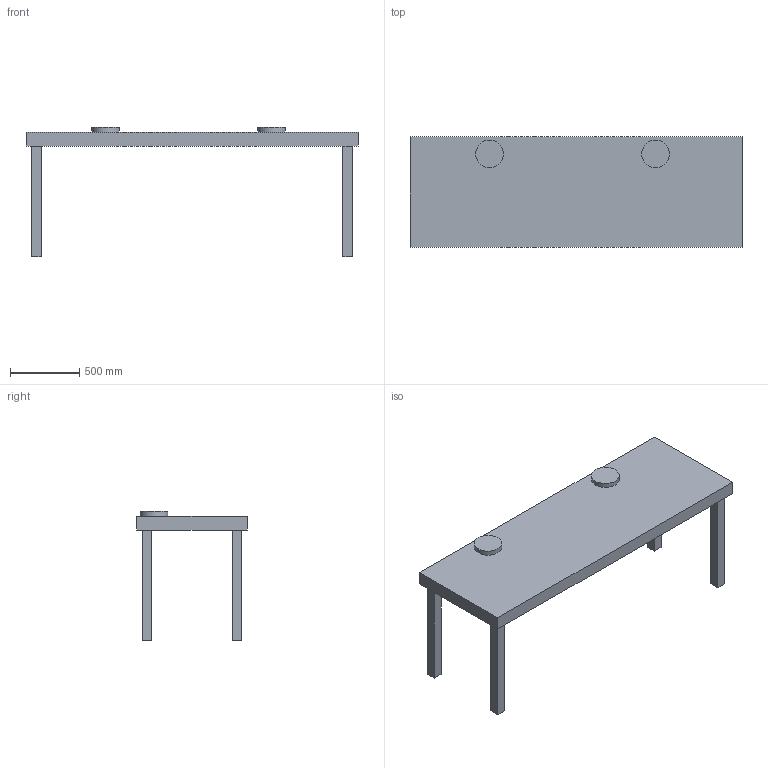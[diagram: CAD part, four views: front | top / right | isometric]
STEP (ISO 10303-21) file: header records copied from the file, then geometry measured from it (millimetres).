
FILE_DESCRIPTION(/* description */ (''),/* implementation_level */ '2;1');
FILE_NAME(/* name */ 'Master-workspace.stp',/* time_stamp */ '2019-11-01T08:23:32+01:00',/* author */ ('Nikol'),/* organization */ (''),/* preprocessor_version */ 'ST-DEVELOPER v17',/* originating_system */ 'Autodesk Inventor 2019',/* authorisation */ '');
FILE_SCHEMA (('AUTOMOTIVE_DESIGN { 1 0 10303 214 3 1 1 }'));
Length unit declared in the file: millimetre
Products named in the file (1): Master-workspace
Bounding box: 2400 x 800 x 935 mm (x, y, z)
Volume: 209879114.9 mm3; surface area: 5419982.3 mm2
Topology: 1 solids, 1 shells, 30 faces, 66 edges, 44 vertices
Faces by surface type: plane 28, cylinder 2
Full cylindrical faces by diameter (mm): 200 x2
Entity records: 853 total; most frequent: CARTESIAN_POINT 141, ORIENTED_EDGE 132, DIRECTION 132, EDGE_CURVE 66, LINE 62, VECTOR 62, VERTEX_POINT 44, EDGE_LOOP 36
